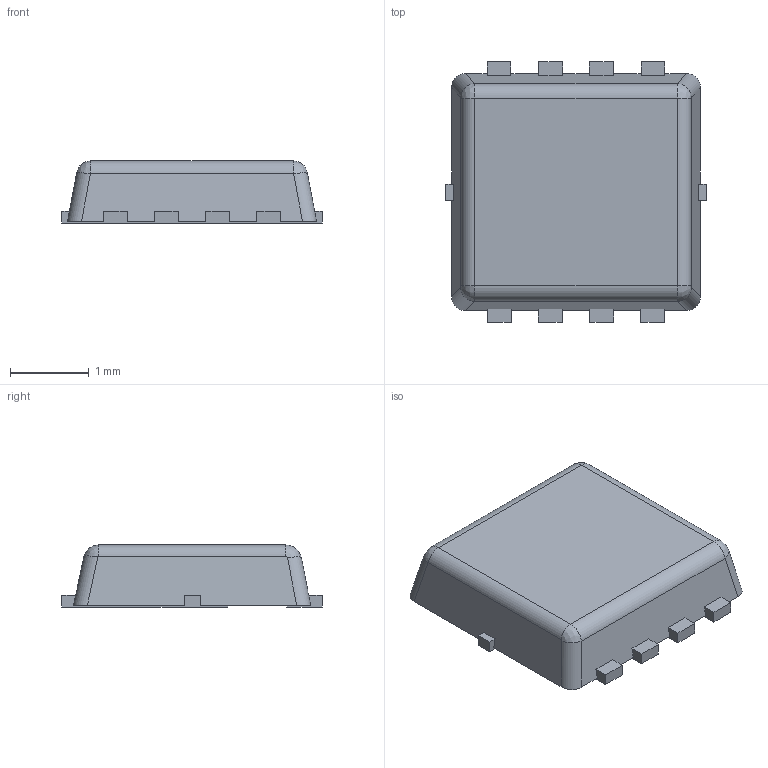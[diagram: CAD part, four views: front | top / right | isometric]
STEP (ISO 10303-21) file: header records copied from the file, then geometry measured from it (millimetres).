
FILE_DESCRIPTION(/* description */ ('Unknown'),/* implementation_level */ '2;1');
FILE_NAME(/* name */ 'STL6P3LLH6',/* time_stamp */ '2023-04-06T08:51:12+02:00',/* author */ ('Unknown'),/* organization */ ('Unknown'),/* preprocessor_version */ 'ST-DEVELOPER v18.102',/* originating_system */ 'Solid Edge',/* authorisation */ 'Unknown');
FILE_SCHEMA (('AUTOMOTIVE_DESIGN {1 0 10303 214 3 1 1}'));
Length unit declared in the file: millimetre
Products named in the file (1): STL6P3LLH6
Bounding box: 3.3 x 3.3 x 0.79 mm (x, y, z)
Volume: 6.6 mm3; surface area: 27.1 mm2
Topology: 1 solids, 1 shells, 78 faces, 220 edges, 144 vertices
Faces by surface type: plane 66, cylinder 8, bspline 4
Entity records: 3078 total; most frequent: CARTESIAN_POINT 487, ORIENTED_EDGE 440, DIRECTION 390, EDGE_CURVE 220, LINE 200, VECTOR 200, VERTEX_POINT 144, AXIS2_PLACEMENT_3D 95
